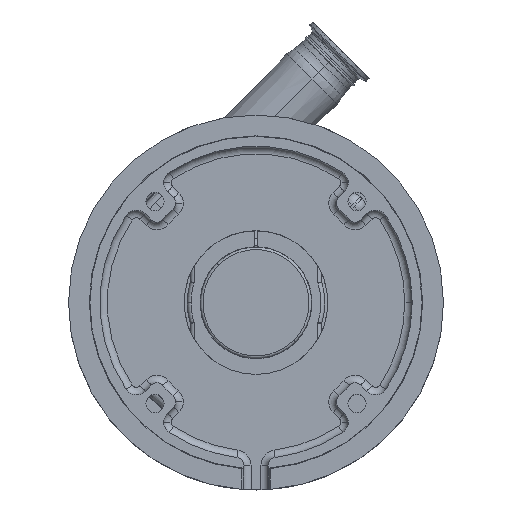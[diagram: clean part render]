
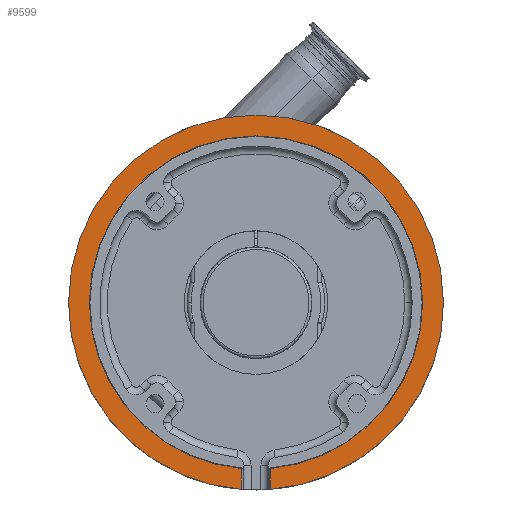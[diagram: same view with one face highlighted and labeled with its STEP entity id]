
A CAD part, top view. The second image highlights one B-rep face of the part: STEP entity #9599.
In plain terms, the highlighted planar face has unit normal (0, 0, 1).
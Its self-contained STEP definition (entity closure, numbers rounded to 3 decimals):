
#400 = CARTESIAN_POINT ( 'NONE',  ( 0., 0., 197. ) ) ;
#516 = DIRECTION ( 'NONE',  ( -1., 0., 0. ) ) ;
#615 = EDGE_CURVE ( 'NONE', #12456, #19587, #9640, .T. ) ;
#1211 = CIRCLE ( 'NONE', #23125, 133.35 ) ;
#1610 = AXIS2_PLACEMENT_3D ( 'NONE', #14714, #5516, #3848 ) ;
#1666 = CARTESIAN_POINT ( 'NONE',  ( 11.528, -170.402, 197. ) ) ;
#1859 = EDGE_CURVE ( 'NONE', #15142, #3774, #9688, .T. ) ;
#2116 = VERTEX_POINT ( 'NONE', #12154 ) ;
#2572 = ORIENTED_EDGE ( 'NONE', *, *, #1859, .F. ) ;
#2790 = DIRECTION ( 'NONE',  ( 0., 0., -1. ) ) ;
#2849 = EDGE_CURVE ( 'NONE', #11038, #2116, #17100, .T. ) ;
#2898 = DIRECTION ( 'NONE',  ( -1., 0., 0. ) ) ;
#3774 = VERTEX_POINT ( 'NONE', #4216 ) ;
#3848 = DIRECTION ( 'NONE',  ( 1., 0., 0. ) ) ;
#4216 = CARTESIAN_POINT ( 'NONE',  ( 11.528, -149.556, 197. ) ) ;
#4432 = DIRECTION ( 'NONE',  ( 0., 0., -1. ) ) ;
#4487 = AXIS2_PLACEMENT_3D ( 'NONE', #18979, #2790, #2898 ) ;
#5332 = DIRECTION ( 'NONE',  ( 0., 1., 0. ) ) ;
#5488 = EDGE_CURVE ( 'NONE', #14227, #12456, #14126, .T. ) ;
#5516 = DIRECTION ( 'NONE',  ( 0., 0., 1. ) ) ;
#5680 = EDGE_LOOP ( 'NONE', ( #11705, #20882, #20795, #18650, #8737, #12837, #2572, #10284 ) ) ;
#5989 = CARTESIAN_POINT ( 'NONE',  ( 11.528, -132.851, 197. ) ) ;
#5998 = DIRECTION ( 'NONE',  ( 1., 0., 0. ) ) ;
#7007 = AXIS2_PLACEMENT_3D ( 'NONE', #17178, #22852, #13613 ) ;
#7552 = PLANE ( 'NONE',  #1610 ) ;
#7684 = DIRECTION ( 'NONE',  ( 0., 0., -1. ) ) ;
#8180 = CARTESIAN_POINT ( 'NONE',  ( -133.35, 0., 197. ) ) ;
#8604 = VECTOR ( 'NONE', #5332, 1000. ) ;
#8737 = ORIENTED_EDGE ( 'NONE', *, *, #615, .T. ) ;
#9599 = ADVANCED_FACE ( 'NONE', ( #14476 ), #7552, .T. ) ;
#9640 = CIRCLE ( 'NONE', #10372, 133.35 ) ;
#9688 = CIRCLE ( 'NONE', #21324, 150. ) ;
#9809 = EDGE_CURVE ( 'NONE', #2116, #19330, #9955, .T. ) ;
#9955 = CIRCLE ( 'NONE', #22382, 150. ) ;
#10284 = ORIENTED_EDGE ( 'NONE', *, *, #15448, .F. ) ;
#10372 = AXIS2_PLACEMENT_3D ( 'NONE', #22410, #22170, #5998 ) ;
#11038 = VERTEX_POINT ( 'NONE', #13240 ) ;
#11537 = DIRECTION ( 'NONE',  ( 0., 0., -1. ) ) ;
#11705 = ORIENTED_EDGE ( 'NONE', *, *, #9809, .F. ) ;
#12154 = CARTESIAN_POINT ( 'NONE',  ( -11.528, -149.556, 197. ) ) ;
#12456 = VERTEX_POINT ( 'NONE', #17965 ) ;
#12837 = ORIENTED_EDGE ( 'NONE', *, *, #19983, .F. ) ;
#13240 = CARTESIAN_POINT ( 'NONE',  ( -11.528, -132.851, 197. ) ) ;
#13613 = DIRECTION ( 'NONE',  ( 1., 0., 0. ) ) ;
#13910 = CARTESIAN_POINT ( 'NONE',  ( 150., 0., 197. ) ) ;
#14066 = LINE ( 'NONE', #1666, #8604 ) ;
#14126 = CIRCLE ( 'NONE', #7007, 133.35 ) ;
#14227 = VERTEX_POINT ( 'NONE', #8180 ) ;
#14476 = FACE_OUTER_BOUND ( 'NONE', #5680, .T. ) ;
#14714 = CARTESIAN_POINT ( 'NONE',  ( 0., 0., 197. ) ) ;
#15142 = VERTEX_POINT ( 'NONE', #13910 ) ;
#15448 = EDGE_CURVE ( 'NONE', #19330, #15142, #20343, .T. ) ;
#16875 = DIRECTION ( 'NONE',  ( 0., -1., 0. ) ) ;
#16977 = CARTESIAN_POINT ( 'NONE',  ( -150., 0., 197. ) ) ;
#17078 = CARTESIAN_POINT ( 'NONE',  ( 0., 0., 197. ) ) ;
#17100 = LINE ( 'NONE', #22771, #20851 ) ;
#17178 = CARTESIAN_POINT ( 'NONE',  ( 0., 0., 197. ) ) ;
#17965 = CARTESIAN_POINT ( 'NONE',  ( 133.35, 0., 197. ) ) ;
#18620 = EDGE_CURVE ( 'NONE', #11038, #14227, #1211, .T. ) ;
#18650 = ORIENTED_EDGE ( 'NONE', *, *, #5488, .T. ) ;
#18736 = DIRECTION ( 'NONE',  ( 1., 0., 0. ) ) ;
#18848 = CARTESIAN_POINT ( 'NONE',  ( 0., 0., 197. ) ) ;
#18979 = CARTESIAN_POINT ( 'NONE',  ( 0., 0., 197. ) ) ;
#19330 = VERTEX_POINT ( 'NONE', #16977 ) ;
#19587 = VERTEX_POINT ( 'NONE', #5989 ) ;
#19983 = EDGE_CURVE ( 'NONE', #3774, #19587, #14066, .T. ) ;
#20343 = CIRCLE ( 'NONE', #4487, 150. ) ;
#20795 = ORIENTED_EDGE ( 'NONE', *, *, #18620, .T. ) ;
#20851 = VECTOR ( 'NONE', #16875, 1000. ) ;
#20882 = ORIENTED_EDGE ( 'NONE', *, *, #2849, .F. ) ;
#21324 = AXIS2_PLACEMENT_3D ( 'NONE', #400, #7684, #22175 ) ;
#22170 = DIRECTION ( 'NONE',  ( 0., 0., -1. ) ) ;
#22175 = DIRECTION ( 'NONE',  ( -1., 0., 0. ) ) ;
#22382 = AXIS2_PLACEMENT_3D ( 'NONE', #17078, #4432, #516 ) ;
#22410 = CARTESIAN_POINT ( 'NONE',  ( 0., 0., 197. ) ) ;
#22771 = CARTESIAN_POINT ( 'NONE',  ( -11.528, -99.499, 197. ) ) ;
#22852 = DIRECTION ( 'NONE',  ( 0., 0., -1. ) ) ;
#23125 = AXIS2_PLACEMENT_3D ( 'NONE', #18848, #11537, #18736 ) ;
